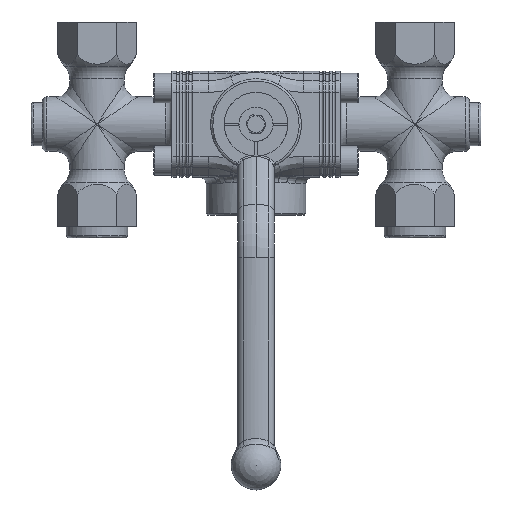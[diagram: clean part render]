
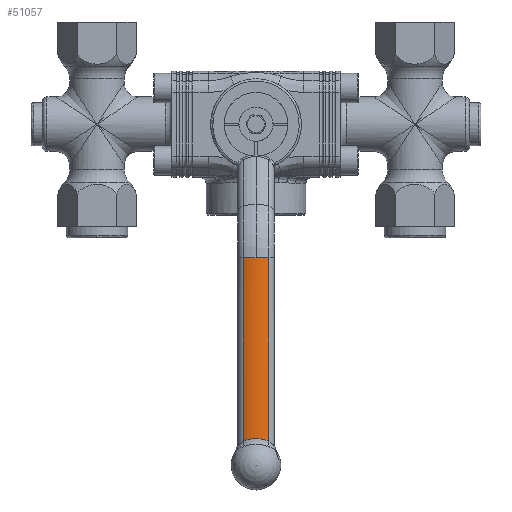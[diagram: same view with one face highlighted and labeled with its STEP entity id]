
A CAD part, front view. The second image highlights one B-rep face of the part: STEP entity #51057.
In plain terms, the highlighted cylindrical face has radius 15 mm (diameter 30 mm), a partial arc.
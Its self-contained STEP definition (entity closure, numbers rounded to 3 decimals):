
#50947=CARTESIAN_POINT('',(0.,-62.623,-57.925));
#50948=DIRECTION('',(0.,0.,-1.));
#50949=DIRECTION('',(0.,1.,0.));
#50950=AXIS2_PLACEMENT_3D('',#50947,#50948,#50949);
#50951=CYLINDRICAL_SURFACE('',#50950,15.);
#50952=CARTESIAN_POINT('',(-5.622,-76.529,-57.925));
#50953=VERTEX_POINT('',#50952);
#50954=CARTESIAN_POINT('',(-5.622,-76.529,-138.769));
#50955=VERTEX_POINT('',#50954);
#50956=CARTESIAN_POINT('',(-5.622,-76.529,-57.925));
#50957=DIRECTION('',(0.,0.,-1.));
#50958=VECTOR('',#50957,80.844);
#50959=LINE('',#50956,#50958);
#50960=EDGE_CURVE('NONE',#50953,#50955,#50959,.T.);
#50961=ORIENTED_EDGE('',*,*,#50960,.T.);
#50962=CARTESIAN_POINT('',(5.622,-76.529,-138.769));
#50963=VERTEX_POINT('',#50962);
#50964=CARTESIAN_POINT('',(-5.622,-76.529,-138.769));
#50965=CARTESIAN_POINT('',(-4.774,-76.872,-138.366));
#50966=CARTESIAN_POINT('',(-3.877,-77.145,-138.067));
#50967=CARTESIAN_POINT('',(-2.928,-77.334,-137.863));
#50968=CARTESIAN_POINT('',(-2.454,-77.429,-137.76));
#50969=CARTESIAN_POINT('',(-1.963,-77.502,-137.682));
#50970=CARTESIAN_POINT('',(-1.472,-77.55,-137.631));
#50971=CARTESIAN_POINT('',(-0.981,-77.599,-137.58));
#50972=CARTESIAN_POINT('',(-0.49,-77.623,-137.555));
#50973=CARTESIAN_POINT('',(0.002,-77.623,-137.555));
#50974=CARTESIAN_POINT('',(0.494,-77.623,-137.555));
#50975=CARTESIAN_POINT('',(0.986,-77.599,-137.58));
#50976=CARTESIAN_POINT('',(1.478,-77.55,-137.632));
#50977=CARTESIAN_POINT('',(1.724,-77.525,-137.658));
#50978=CARTESIAN_POINT('',(1.971,-77.495,-137.69));
#50979=CARTESIAN_POINT('',(2.214,-77.459,-137.729));
#50980=CARTESIAN_POINT('',(2.457,-77.422,-137.768));
#50981=CARTESIAN_POINT('',(2.696,-77.381,-137.812));
#50982=CARTESIAN_POINT('',(2.933,-77.333,-137.863));
#50983=CARTESIAN_POINT('',(3.878,-77.145,-138.067));
#50984=CARTESIAN_POINT('',(4.774,-76.872,-138.366));
#50985=CARTESIAN_POINT('',(5.622,-76.529,-138.769));
#50986=B_SPLINE_CURVE_WITH_KNOTS('',3,(#50964,#50965,#50966,#50967,#50968,#50969,#50970,#50971,#50972,#50973,#50974,#50975,#50976,#50977,#50978,#50979,#50980,#50981,#50982,#50983,#50984,#50985),.UNSPECIFIED.,.F.,.F.,(4,3,3,3,3,3,3,4),(0.,0.003,0.004,0.006,0.007,0.008,0.009,0.012),.UNSPECIFIED.);
#50987=EDGE_CURVE('NONE',#50955,#50963,#50986,.T.);
#50988=ORIENTED_EDGE('',*,*,#50987,.T.);
#50989=CARTESIAN_POINT('',(5.622,-76.529,-57.925));
#50990=VERTEX_POINT('',#50989);
#50991=CARTESIAN_POINT('',(5.622,-76.529,-138.769));
#50992=DIRECTION('',(-0.,-0.,1.));
#50993=VECTOR('',#50992,80.844);
#50994=LINE('',#50991,#50993);
#50995=EDGE_CURVE('NONE',#50963,#50990,#50994,.T.);
#50996=ORIENTED_EDGE('',*,*,#50995,.T.);
#50997=CARTESIAN_POINT('',(0.,-77.623,-57.925));
#50998=VERTEX_POINT('',#50997);
#50999=CARTESIAN_POINT('',(5.622,-76.529,-57.925));
#51000=CARTESIAN_POINT('',(5.177,-76.709,-57.925));
#51001=CARTESIAN_POINT('',(4.723,-76.868,-57.925));
#51002=CARTESIAN_POINT('',(4.263,-77.004,-57.925));
#51003=CARTESIAN_POINT('',(3.802,-77.141,-57.925));
#51004=CARTESIAN_POINT('',(3.335,-77.255,-57.925));
#51005=CARTESIAN_POINT('',(2.864,-77.347,-57.925));
#51006=CARTESIAN_POINT('',(2.392,-77.439,-57.925));
#51007=CARTESIAN_POINT('',(1.917,-77.508,-57.925));
#51008=CARTESIAN_POINT('',(1.439,-77.554,-57.925));
#51009=CARTESIAN_POINT('',(0.961,-77.6,-57.925));
#51010=CARTESIAN_POINT('',(0.48,-77.623,-57.925));
#51011=CARTESIAN_POINT('',(0.,-77.623,-57.925));
#51012=CARTESIAN_POINT('',(-0.48,-77.623,-57.925));
#51013=CARTESIAN_POINT('',(-0.961,-77.6,-57.925));
#51014=CARTESIAN_POINT('',(-1.439,-77.554,-57.925));
#51015=CARTESIAN_POINT('',(-1.917,-77.508,-57.925));
#51016=CARTESIAN_POINT('',(-2.392,-77.439,-57.925));
#51017=CARTESIAN_POINT('',(-2.864,-77.347,-57.925));
#51018=CARTESIAN_POINT('',(-3.335,-77.255,-57.925));
#51019=CARTESIAN_POINT('',(-3.802,-77.141,-57.925));
#51020=CARTESIAN_POINT('',(-4.263,-77.004,-57.925));
#51021=CARTESIAN_POINT('',(-4.723,-76.868,-57.925));
#51022=CARTESIAN_POINT('',(-5.177,-76.709,-57.925));
#51023=CARTESIAN_POINT('',(-5.622,-76.529,-57.925));
#51024=B_SPLINE_CURVE_WITH_KNOTS('',3,(#50999,#51000,#51001,#51002,#51003,#51004,#51005,#51006,#51007,#51008,#51009,#51010,#51011,#51012,#51013,#51014,#51015,#51016,#51017,#51018,#51019,#51020,#51021,#51022,#51023),.UNSPECIFIED.,.F.,.F.,(4,3,3,3,3,3,3,3,4),(67.986,73.49,78.993,84.497,90.,95.503,101.007,106.51,112.014),.UNSPECIFIED.);
#51025=EDGE_CURVE('NONE',#50990,#50998,#51024,.T.);
#51026=ORIENTED_EDGE('',*,*,#51025,.T.);
#51027=CARTESIAN_POINT('',(5.622,-76.529,-57.925));
#51028=CARTESIAN_POINT('',(5.177,-76.709,-57.925));
#51029=CARTESIAN_POINT('',(4.723,-76.868,-57.925));
#51030=CARTESIAN_POINT('',(4.263,-77.004,-57.925));
#51031=CARTESIAN_POINT('',(3.802,-77.141,-57.925));
#51032=CARTESIAN_POINT('',(3.335,-77.255,-57.925));
#51033=CARTESIAN_POINT('',(2.864,-77.347,-57.925));
#51034=CARTESIAN_POINT('',(2.392,-77.439,-57.925));
#51035=CARTESIAN_POINT('',(1.917,-77.508,-57.925));
#51036=CARTESIAN_POINT('',(1.439,-77.554,-57.925));
#51037=CARTESIAN_POINT('',(0.961,-77.6,-57.925));
#51038=CARTESIAN_POINT('',(0.48,-77.623,-57.925));
#51039=CARTESIAN_POINT('',(0.,-77.623,-57.925));
#51040=CARTESIAN_POINT('',(-0.48,-77.623,-57.925));
#51041=CARTESIAN_POINT('',(-0.961,-77.6,-57.925));
#51042=CARTESIAN_POINT('',(-1.439,-77.554,-57.925));
#51043=CARTESIAN_POINT('',(-1.917,-77.508,-57.925));
#51044=CARTESIAN_POINT('',(-2.392,-77.439,-57.925));
#51045=CARTESIAN_POINT('',(-2.864,-77.347,-57.925));
#51046=CARTESIAN_POINT('',(-3.335,-77.255,-57.925));
#51047=CARTESIAN_POINT('',(-3.802,-77.141,-57.925));
#51048=CARTESIAN_POINT('',(-4.263,-77.004,-57.925));
#51049=CARTESIAN_POINT('',(-4.723,-76.868,-57.925));
#51050=CARTESIAN_POINT('',(-5.177,-76.709,-57.925));
#51051=CARTESIAN_POINT('',(-5.622,-76.529,-57.925));
#51052=B_SPLINE_CURVE_WITH_KNOTS('',3,(#51027,#51028,#51029,#51030,#51031,#51032,#51033,#51034,#51035,#51036,#51037,#51038,#51039,#51040,#51041,#51042,#51043,#51044,#51045,#51046,#51047,#51048,#51049,#51050,#51051),.UNSPECIFIED.,.F.,.F.,(4,3,3,3,3,3,3,3,4),(67.986,73.49,78.993,84.497,90.,95.503,101.007,106.51,112.014),.UNSPECIFIED.);
#51053=EDGE_CURVE('NONE',#50998,#50953,#51052,.T.);
#51054=ORIENTED_EDGE('',*,*,#51053,.T.);
#51055=EDGE_LOOP('',(#50961,#50988,#50996,#51026,#51054));
#51056=FACE_BOUND('',#51055,.T.);
#51057=ADVANCED_FACE('NONE',(#51056),#50951,.T.);
